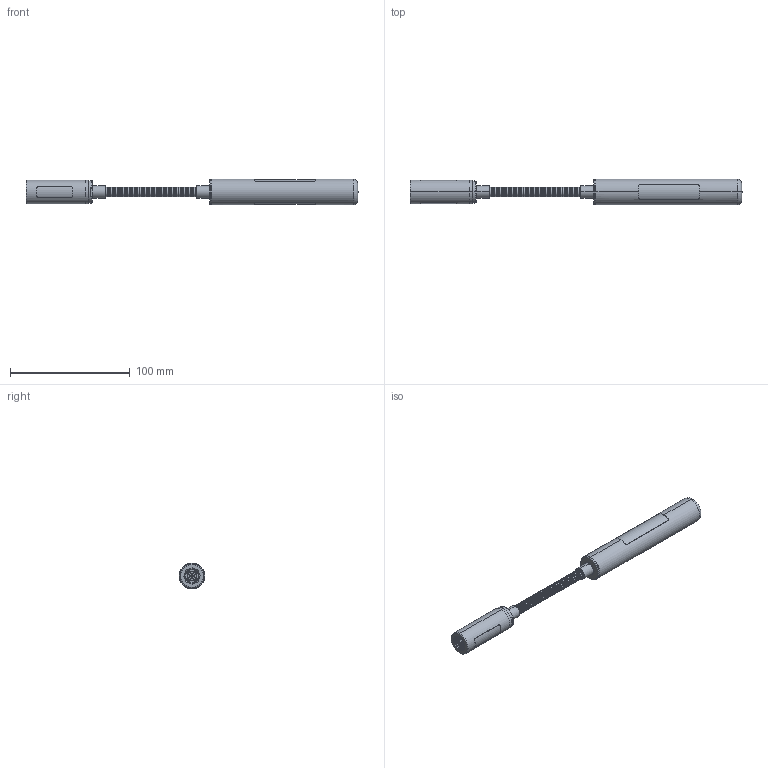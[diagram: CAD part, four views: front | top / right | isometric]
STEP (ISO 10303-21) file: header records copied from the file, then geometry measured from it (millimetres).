
FILE_DESCRIPTION (( 'STEP AP214' ), '1' );
FILE_NAME ('Gooseneck_Antenna_Length279mm_Shape_3D.STEP', '2025-11-04T11:33:48', ( '' ), ( '' ), 'SwSTEP 2.0', 'SolidWorks 2025', '' );
FILE_SCHEMA (( 'AUTOMOTIVE_DESIGN' ));
Length unit declared in the file: millimetre
Products named in the file (1): Gooseneck_Antenna_Length279mm_Shape_3D
Bounding box: 276.91 x 21.34 x 21.34 mm (x, y, z)
Volume: 64917.6 mm3; surface area: 17263.3 mm2
Topology: 1 solids, 1 shells, 851 faces, 1957 edges, 1202 vertices
Faces by surface type: plane 402, cone 172, cylinder 159, torus 110, bspline 8
Entity records: 24856 total; most frequent: CARTESIAN_POINT 5399, DIRECTION 4299, ORIENTED_EDGE 3914, EDGE_CURVE 1957, AXIS2_PLACEMENT_3D 1790, VERTEX_POINT 1202, CIRCLE 946, EDGE_LOOP 945
